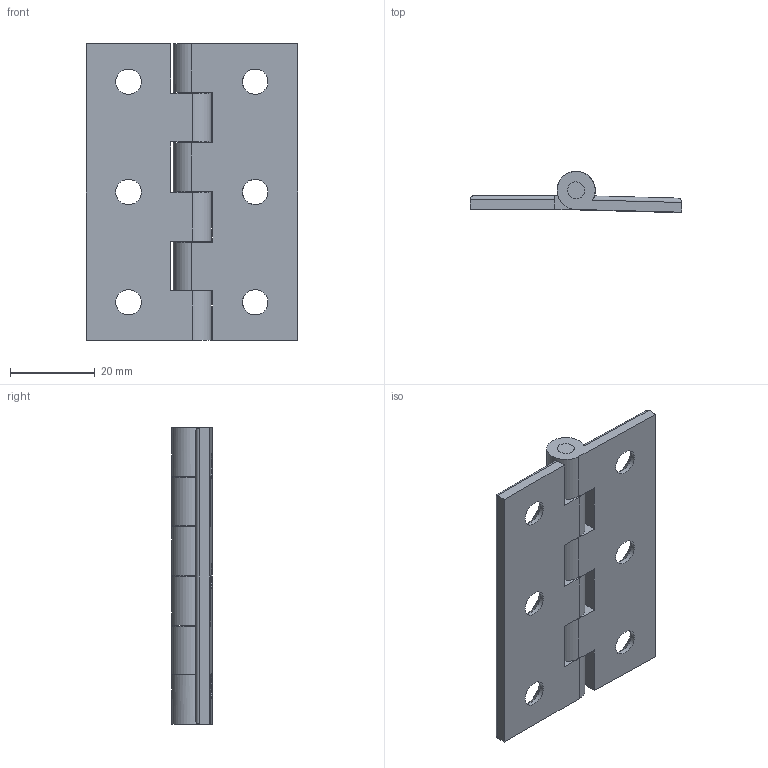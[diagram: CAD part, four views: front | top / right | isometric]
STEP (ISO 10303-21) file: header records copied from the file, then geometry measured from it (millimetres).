
FILE_DESCRIPTION(/* description */ (''),/* implementation_level */ '2;1');
FILE_NAME(/* name */ 'HC7050.stp',/* time_stamp */ '2022-07-21T17:10:49+09:00',/* author */ ('user'),/* organization */ (''),/* preprocessor_version */ 'ST-DEVELOPER v15.6',/* originating_system */ 'Autodesk Inventor 2015',/* authorisation */ '');
FILE_SCHEMA (('AUTOMOTIVE_DESIGN { 1 0 10303 214 3 1 1 }'));
Length unit declared in the file: millimetre
Products named in the file (4): HC7050L-01; HC7050R; HC7050RING; HC7050
Bounding box: 49.93 x 9.65 x 70 mm (x, y, z)
Volume: 13223.6 mm3; surface area: 10689.5 mm2
Topology: 3 solids, 3 shells, 60 faces, 155 edges, 102 vertices
Faces by surface type: plane 29, cylinder 25, cone 6
Full cylindrical faces by diameter (mm): 4 x7, 6 x6
Entity records: 1839 total; most frequent: DIRECTION 312, CARTESIAN_POINT 311, ORIENTED_EDGE 260, EDGE_CURVE 130, AXIS2_PLACEMENT_3D 117, EDGE_LOOP 102, VERTEX_POINT 96, LINE 78
